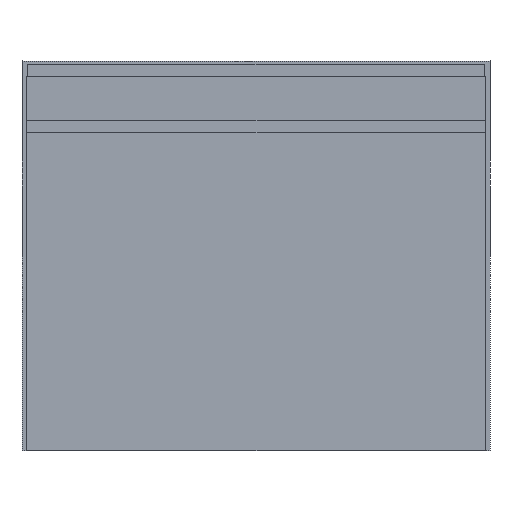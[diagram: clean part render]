
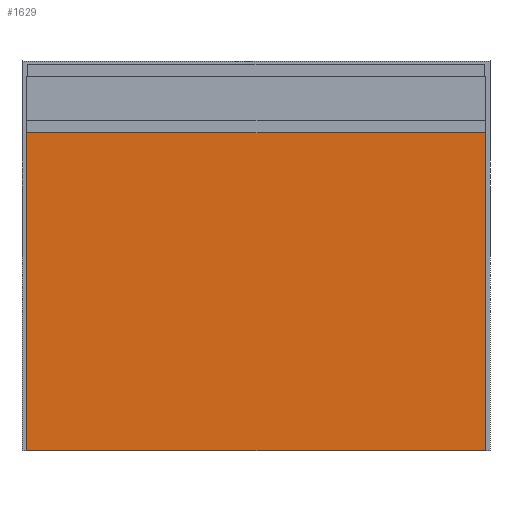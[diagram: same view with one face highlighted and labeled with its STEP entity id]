
A CAD part, front view. The second image highlights one B-rep face of the part: STEP entity #1629.
In plain terms, the highlighted planar face has unit normal (0, -1, 0).
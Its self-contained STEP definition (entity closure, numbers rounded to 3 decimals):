
#43 = LINE ( 'NONE', #2328, #1071 ) ;
#159 = VERTEX_POINT ( 'NONE', #1551 ) ;
#227 = EDGE_CURVE ( 'NONE', #159, #1005, #2379, .T. ) ;
#297 = AXIS2_PLACEMENT_3D ( 'NONE', #1778, #1986, #1148 ) ;
#476 = VERTEX_POINT ( 'NONE', #2332 ) ;
#524 = FACE_OUTER_BOUND ( 'NONE', #1097, .T. ) ;
#551 = EDGE_CURVE ( 'NONE', #159, #476, #1939, .T. ) ;
#579 = ORIENTED_EDGE ( 'NONE', *, *, #227, .T. ) ;
#685 = ORIENTED_EDGE ( 'NONE', *, *, #1504, .F. ) ;
#746 = VECTOR ( 'NONE', #1536, 1000. ) ;
#899 = CARTESIAN_POINT ( 'NONE',  ( -294., -490.1, 0. ) ) ;
#957 = CARTESIAN_POINT ( 'NONE',  ( -294., -490.1, 0. ) ) ;
#1005 = VERTEX_POINT ( 'NONE', #1899 ) ;
#1071 = VECTOR ( 'NONE', #1501, 1000. ) ;
#1079 = LINE ( 'NONE', #899, #746 ) ;
#1097 = EDGE_LOOP ( 'NONE', ( #2235, #579, #2228, #685 ) ) ;
#1148 = DIRECTION ( 'NONE',  ( 0., 0., -1. ) ) ;
#1319 = VERTEX_POINT ( 'NONE', #957 ) ;
#1501 = DIRECTION ( 'NONE',  ( -1., 0., 0. ) ) ;
#1504 = EDGE_CURVE ( 'NONE', #476, #1319, #43, .T. ) ;
#1536 = DIRECTION ( 'NONE',  ( 0., 0., 1. ) ) ;
#1551 = CARTESIAN_POINT ( 'NONE',  ( 294., -490.1, 408.1 ) ) ;
#1629 = ADVANCED_FACE ( 'NONE', ( #524 ), #2172, .T. ) ;
#1741 = CARTESIAN_POINT ( 'NONE',  ( 714.173, -490.1, 408.1 ) ) ;
#1778 = CARTESIAN_POINT ( 'NONE',  ( 714.173, -490.1, 0. ) ) ;
#1899 = CARTESIAN_POINT ( 'NONE',  ( -294., -490.1, 408.1 ) ) ;
#1939 = LINE ( 'NONE', #2376, #2418 ) ;
#1986 = DIRECTION ( 'NONE',  ( 0., -1., 0. ) ) ;
#1987 = DIRECTION ( 'NONE',  ( 0., 0., -1. ) ) ;
#2086 = EDGE_CURVE ( 'NONE', #1319, #1005, #1079, .T. ) ;
#2172 = PLANE ( 'NONE',  #297 ) ;
#2228 = ORIENTED_EDGE ( 'NONE', *, *, #2086, .F. ) ;
#2235 = ORIENTED_EDGE ( 'NONE', *, *, #551, .F. ) ;
#2323 = VECTOR ( 'NONE', #2578, 1000. ) ;
#2328 = CARTESIAN_POINT ( 'NONE',  ( 714.173, -490.1, 0. ) ) ;
#2332 = CARTESIAN_POINT ( 'NONE',  ( 294., -490.1, 0. ) ) ;
#2376 = CARTESIAN_POINT ( 'NONE',  ( 294., -490.1, 0. ) ) ;
#2379 = LINE ( 'NONE', #1741, #2323 ) ;
#2418 = VECTOR ( 'NONE', #1987, 1000. ) ;
#2578 = DIRECTION ( 'NONE',  ( -1., 0., 0. ) ) ;
